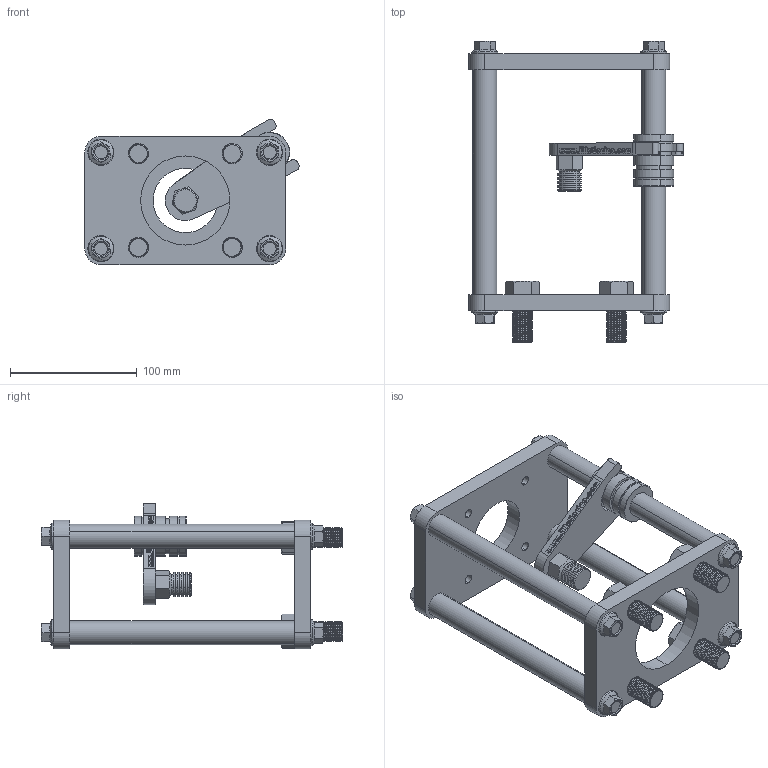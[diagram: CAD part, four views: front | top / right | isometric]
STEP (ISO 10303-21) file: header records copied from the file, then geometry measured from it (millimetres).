
FILE_DESCRIPTION (( 'STEP AP214' ), '1' );
FILE_NAME ('KSMKI3EX30KITUM.STEP', '2023-01-19T15:31:32', ( '' ), ( '' ), 'SwSTEP 2.0', 'SolidWorks 2019', '' );
FILE_SCHEMA (( 'AUTOMOTIVE_DESIGN' ));
Length unit declared in the file: inch
Products named in the file (1): KSMKI3EX30KITUM
Bounding box: 169.39 x 238.52 x 115.06 mm (x, y, z)
Volume: 639535.3 mm3; surface area: 148727.5 mm2
Topology: 3 solids, 3 shells, 825 faces, 2094 edges, 1358 vertices
Faces by surface type: plane 292, cylinder 259, bspline 130, cone 124, torus 20
Entity records: 56615 total; most frequent: CARTESIAN_POINT 27732, ORIENTED_EDGE 4188, DIRECTION 3134, EDGE_CURVE 2094, VERTEX_POINT 1358, AXIS2_PLACEMENT_3D 1116, EDGE_LOOP 928, VECTOR 902
